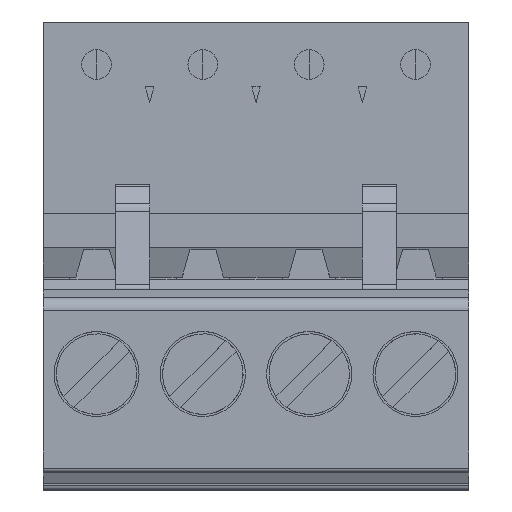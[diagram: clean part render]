
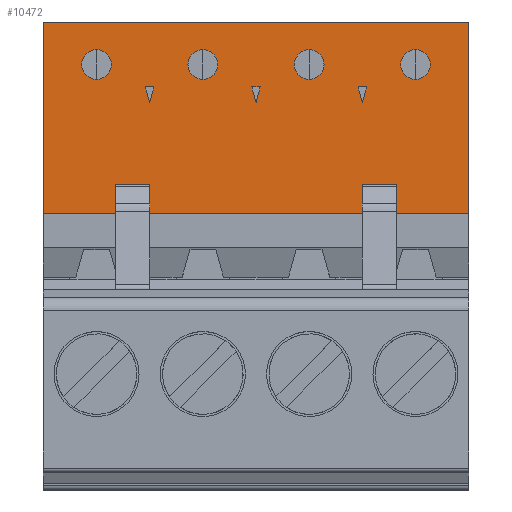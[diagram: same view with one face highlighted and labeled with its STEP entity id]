
A CAD part, top view. The second image highlights one B-rep face of the part: STEP entity #10472.
In plain terms, the highlighted face is planar.
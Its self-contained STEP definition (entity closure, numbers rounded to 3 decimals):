
#51=FACE_BOUND('',#1364,.T.);
#52=FACE_BOUND('',#1365,.T.);
#53=FACE_BOUND('',#1366,.T.);
#54=FACE_BOUND('',#1367,.T.);
#55=FACE_BOUND('',#1368,.T.);
#56=FACE_BOUND('',#1369,.T.);
#57=FACE_BOUND('',#1370,.T.);
#221=CIRCLE('',#10829,0.7);
#231=CIRCLE('',#10893,0.7);
#244=CIRCLE('',#10976,0.7);
#256=CIRCLE('',#11017,0.7);
#257=CIRCLE('',#11019,0.7);
#318=CIRCLE('',#11226,0.7);
#319=CIRCLE('',#11228,0.7);
#320=CIRCLE('',#11229,0.7);
#757=FACE_OUTER_BOUND('',#1363,.T.);
#1363=EDGE_LOOP('',(#7457,#7458,#7459,#7460));
#1364=EDGE_LOOP('',(#7461,#7462));
#1365=EDGE_LOOP('',(#7463,#7464,#7465));
#1366=EDGE_LOOP('',(#7466,#7467));
#1367=EDGE_LOOP('',(#7468,#7469,#7470));
#1368=EDGE_LOOP('',(#7471,#7472));
#1369=EDGE_LOOP('',(#7473,#7474,#7475));
#1370=EDGE_LOOP('',(#7476,#7477));
#1804=LINE('',#14843,#2918);
#1889=LINE('',#15038,#3003);
#1892=LINE('',#15045,#3006);
#2005=LINE('',#15338,#3119);
#2022=LINE('',#15373,#3136);
#2025=LINE('',#15379,#3139);
#2027=LINE('',#15382,#3141);
#2150=LINE('',#15703,#3264);
#2264=LINE('',#16028,#3378);
#2265=LINE('',#16029,#3379);
#2266=LINE('',#16032,#3380);
#2267=LINE('',#16034,#3381);
#2268=LINE('',#16035,#3382);
#2918=VECTOR('',#11890,1.);
#3003=VECTOR('',#12059,1.);
#3006=VECTOR('',#12068,1.);
#3119=VECTOR('',#12375,1.);
#3136=VECTOR('',#12404,1.);
#3139=VECTOR('',#12409,1.);
#3141=VECTOR('',#12413,1.);
#3264=VECTOR('',#12726,1.);
#3378=VECTOR('',#13076,1.);
#3379=VECTOR('',#13077,1.);
#3380=VECTOR('',#13078,1.);
#3381=VECTOR('',#13079,1.);
#3382=VECTOR('',#13080,1.);
#3964=VERTEX_POINT('',#14674);
#3965=VERTEX_POINT('',#14675);
#4025=VERTEX_POINT('',#14837);
#4027=VERTEX_POINT('',#14841);
#4089=VERTEX_POINT('',#15036);
#4143=VERTEX_POINT('',#15238);
#4144=VERTEX_POINT('',#15239);
#4172=VERTEX_POINT('',#15335);
#4173=VERTEX_POINT('',#15337);
#4182=VERTEX_POINT('',#15366);
#4185=VERTEX_POINT('',#15371);
#4187=VERTEX_POINT('',#15376);
#4188=VERTEX_POINT('',#15387);
#4189=VERTEX_POINT('',#15388);
#4278=VERTEX_POINT('',#15702);
#4371=VERTEX_POINT('',#16027);
#4372=VERTEX_POINT('',#16030);
#4373=VERTEX_POINT('',#16031);
#4374=VERTEX_POINT('',#16033);
#4375=VERTEX_POINT('',#16036);
#4376=VERTEX_POINT('',#16037);
#4843=EDGE_CURVE('',#3964,#3965,#221,.T.);
#4924=EDGE_CURVE('',#4025,#4027,#1804,.T.);
#4985=EDGE_CURVE('',#3965,#3964,#231,.T.);
#5017=EDGE_CURVE('',#4025,#4089,#1889,.T.);
#5020=EDGE_CURVE('',#4089,#4027,#1892,.T.);
#5116=EDGE_CURVE('',#4143,#4144,#244,.T.);
#5168=EDGE_CURVE('',#4172,#4173,#2005,.T.);
#5187=EDGE_CURVE('',#4185,#4182,#2022,.T.);
#5190=EDGE_CURVE('',#4187,#4182,#2025,.T.);
#5192=EDGE_CURVE('',#4187,#4185,#2027,.T.);
#5193=EDGE_CURVE('',#4144,#4143,#256,.T.);
#5194=EDGE_CURVE('',#4188,#4189,#257,.T.);
#5343=EDGE_CURVE('',#4173,#4278,#2150,.T.);
#5506=EDGE_CURVE('',#4189,#4188,#318,.T.);
#5507=EDGE_CURVE('',#4172,#4371,#2264,.T.);
#5508=EDGE_CURVE('',#4371,#4278,#2265,.T.);
#5509=EDGE_CURVE('',#4372,#4373,#2266,.T.);
#5510=EDGE_CURVE('',#4372,#4374,#2267,.T.);
#5511=EDGE_CURVE('',#4373,#4374,#2268,.T.);
#5512=EDGE_CURVE('',#4375,#4376,#319,.T.);
#5513=EDGE_CURVE('',#4376,#4375,#320,.T.);
#7457=ORIENTED_EDGE('',*,*,#5168,.F.);
#7458=ORIENTED_EDGE('',*,*,#5507,.T.);
#7459=ORIENTED_EDGE('',*,*,#5508,.T.);
#7460=ORIENTED_EDGE('',*,*,#5343,.F.);
#7461=ORIENTED_EDGE('',*,*,#5506,.T.);
#7462=ORIENTED_EDGE('',*,*,#5194,.T.);
#7463=ORIENTED_EDGE('',*,*,#5509,.F.);
#7464=ORIENTED_EDGE('',*,*,#5510,.T.);
#7465=ORIENTED_EDGE('',*,*,#5511,.F.);
#7466=ORIENTED_EDGE('',*,*,#5116,.T.);
#7467=ORIENTED_EDGE('',*,*,#5193,.T.);
#7468=ORIENTED_EDGE('',*,*,#5017,.F.);
#7469=ORIENTED_EDGE('',*,*,#4924,.T.);
#7470=ORIENTED_EDGE('',*,*,#5020,.F.);
#7471=ORIENTED_EDGE('',*,*,#4843,.T.);
#7472=ORIENTED_EDGE('',*,*,#4985,.T.);
#7473=ORIENTED_EDGE('',*,*,#5192,.F.);
#7474=ORIENTED_EDGE('',*,*,#5190,.T.);
#7475=ORIENTED_EDGE('',*,*,#5187,.F.);
#7476=ORIENTED_EDGE('',*,*,#5512,.T.);
#7477=ORIENTED_EDGE('',*,*,#5513,.T.);
#9338=PLANE('',#11227);
#10472=ADVANCED_FACE('',(#757,#51,#52,#53,#54,#55,#56,#57),#9338,.F.);
#10829=AXIS2_PLACEMENT_3D('',#14676,#11749,#11750);
#10893=AXIS2_PLACEMENT_3D('',#14972,#12001,#12002);
#10976=AXIS2_PLACEMENT_3D('',#15240,#12275,#12276);
#11017=AXIS2_PLACEMENT_3D('',#15385,#12418,#12419);
#11019=AXIS2_PLACEMENT_3D('',#15389,#12422,#12423);
#11226=AXIS2_PLACEMENT_3D('',#16025,#13072,#13073);
#11227=AXIS2_PLACEMENT_3D('',#16026,#13074,#13075);
#11228=AXIS2_PLACEMENT_3D('',#16038,#13081,#13082);
#11229=AXIS2_PLACEMENT_3D('',#16039,#13083,#13084);
#11749=DIRECTION('center_axis',(0.,-1.,0.));
#11750=DIRECTION('ref_axis',(1.,0.,0.));
#11890=DIRECTION('',(0.966,0.,0.259));
#12001=DIRECTION('center_axis',(0.,-1.,0.));
#12002=DIRECTION('ref_axis',(1.,0.,0.));
#12059=DIRECTION('',(0.,0.,1.));
#12068=DIRECTION('',(0.966,0.,-0.259));
#12275=DIRECTION('center_axis',(0.,-1.,0.));
#12276=DIRECTION('ref_axis',(1.,0.,0.));
#12375=DIRECTION('',(0.,0.,-1.));
#12404=DIRECTION('',(0.966,0.,-0.259));
#12409=DIRECTION('',(0.966,0.,0.259));
#12413=DIRECTION('',(0.,0.,1.));
#12418=DIRECTION('center_axis',(0.,-1.,0.));
#12419=DIRECTION('ref_axis',(1.,0.,0.));
#12422=DIRECTION('center_axis',(0.,-1.,0.));
#12423=DIRECTION('ref_axis',(1.,0.,0.));
#12726=DIRECTION('',(1.,0.,0.));
#13072=DIRECTION('center_axis',(0.,-1.,0.));
#13073=DIRECTION('ref_axis',(1.,0.,0.));
#13074=DIRECTION('center_axis',(0.,-1.,0.));
#13075=DIRECTION('ref_axis',(1.,0.,0.));
#13076=DIRECTION('',(1.,0.,0.));
#13077=DIRECTION('',(0.,0.,-1.));
#13078=DIRECTION('',(0.,0.,1.));
#13079=DIRECTION('',(0.966,0.,0.259));
#13080=DIRECTION('',(0.966,0.,-0.259));
#13081=DIRECTION('center_axis',(0.,-1.,0.));
#13082=DIRECTION('ref_axis',(1.,0.,0.));
#13083=DIRECTION('center_axis',(0.,-1.,0.));
#13084=DIRECTION('ref_axis',(1.,0.,0.));
#14674=CARTESIAN_POINT('',(37.927,45.443,0.));
#14675=CARTESIAN_POINT('',(39.327,45.443,0.));
#14676=CARTESIAN_POINT('Origin',(38.627,45.443,0.));
#14837=CARTESIAN_POINT('',(39.677,45.443,-2.701));
#14841=CARTESIAN_POINT('',(40.427,45.443,-2.5));
#14843=CARTESIAN_POINT('',(0.,45.443,-13.332));
#14972=CARTESIAN_POINT('Origin',(38.627,45.443,0.));
#15036=CARTESIAN_POINT('',(39.677,45.443,-2.299));
#15038=CARTESIAN_POINT('',(39.677,45.443,0.));
#15045=CARTESIAN_POINT('',(0.,45.443,8.332));
#15238=CARTESIAN_POINT('',(39.327,45.443,-5.));
#15239=CARTESIAN_POINT('',(37.927,45.443,-5.));
#15240=CARTESIAN_POINT('Origin',(38.627,45.443,-5.));
#15335=CARTESIAN_POINT('',(36.627,45.443,2.5));
#15337=CARTESIAN_POINT('',(36.627,45.443,-17.5));
#15338=CARTESIAN_POINT('',(36.627,45.443,-10.));
#15366=CARTESIAN_POINT('',(40.427,45.443,-7.5));
#15371=CARTESIAN_POINT('',(39.677,45.443,-7.299));
#15373=CARTESIAN_POINT('',(0.,45.443,3.332));
#15376=CARTESIAN_POINT('',(39.677,45.443,-7.701));
#15379=CARTESIAN_POINT('',(0.,45.443,-18.332));
#15382=CARTESIAN_POINT('',(39.677,45.443,-5.));
#15385=CARTESIAN_POINT('Origin',(38.627,45.443,-5.));
#15387=CARTESIAN_POINT('',(39.327,45.443,-10.));
#15388=CARTESIAN_POINT('',(37.927,45.443,-10.));
#15389=CARTESIAN_POINT('Origin',(38.627,45.443,-10.));
#15702=CARTESIAN_POINT('',(45.627,45.443,-17.5));
#15703=CARTESIAN_POINT('',(0.,45.443,-17.5));
#16025=CARTESIAN_POINT('Origin',(38.627,45.443,-10.));
#16026=CARTESIAN_POINT('Origin',(40.968,45.443,-13.931));
#16027=CARTESIAN_POINT('',(45.627,45.443,2.5));
#16028=CARTESIAN_POINT('',(0.,45.443,2.5));
#16029=CARTESIAN_POINT('',(45.627,45.443,-10.));
#16030=CARTESIAN_POINT('',(39.677,45.443,-12.701));
#16031=CARTESIAN_POINT('',(39.677,45.443,-12.299));
#16032=CARTESIAN_POINT('',(39.677,45.443,-10.));
#16033=CARTESIAN_POINT('',(40.427,45.443,-12.5));
#16034=CARTESIAN_POINT('',(0.,45.443,-23.332));
#16035=CARTESIAN_POINT('',(0.,45.443,-1.668));
#16036=CARTESIAN_POINT('',(39.327,45.443,-15.));
#16037=CARTESIAN_POINT('',(37.927,45.443,-15.));
#16038=CARTESIAN_POINT('Origin',(38.627,45.443,-15.));
#16039=CARTESIAN_POINT('Origin',(38.627,45.443,-15.));
